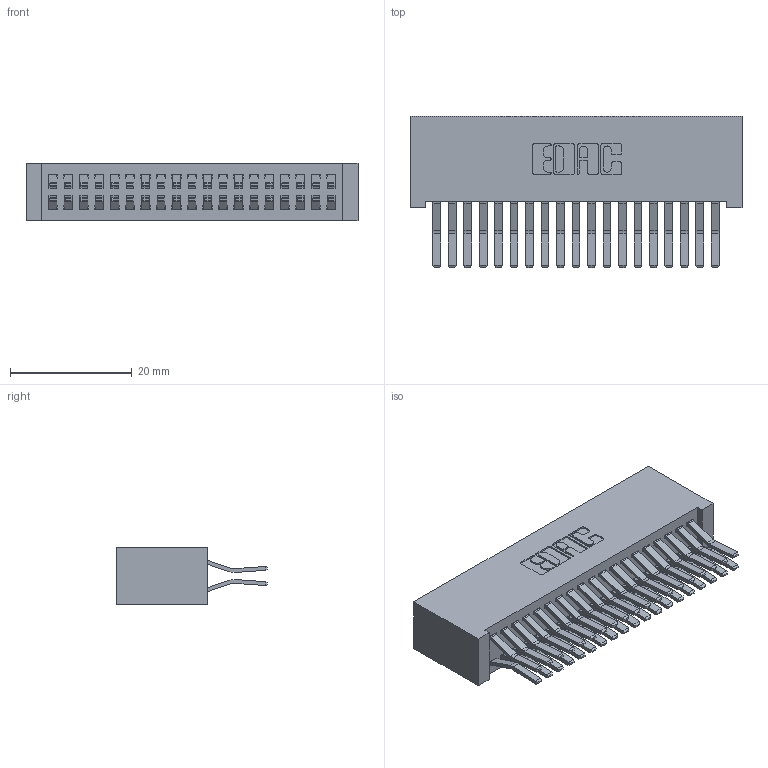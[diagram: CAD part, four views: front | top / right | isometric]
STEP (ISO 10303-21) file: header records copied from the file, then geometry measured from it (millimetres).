
FILE_DESCRIPTION (( 'STEP AP203' ), '1' );
FILE_NAME ('392-038-560-201.STEP', '2018-08-16T06:05:48', ( '' ), ( '' ), 'SwSTEP 2.0', 'SolidWorks 2016', '' );
FILE_SCHEMA (( 'CONFIG_CONTROL_DESIGN' ));
Length unit declared in the file: inch
Products named in the file (3): 342 Part_Lugless; 345-292-001_560 Tail; 392-038-560-201
Assembly tree (39 placements, depth 2):
  392-038-560-201
    342 Part_Lugless
    345-292-001_560 Tail  x38
Bounding box: 54.51 x 24.78 x 9.4 mm (x, y, z)
Volume: 5477.7 mm3; surface area: 9394 mm2
Topology: 39 solids, 39 shells, 2154 faces, 6393 edges, 4210 vertices
Faces by surface type: plane 1430, cylinder 724
Entity records: 14877 total; most frequent: CARTESIAN_POINT 2490, ORIENTED_EDGE 2426, DIRECTION 2165, EDGE_CURVE 1213, LINE 1089, VECTOR 1089, VERTEX_POINT 806, AXIS2_PLACEMENT_3D 538
